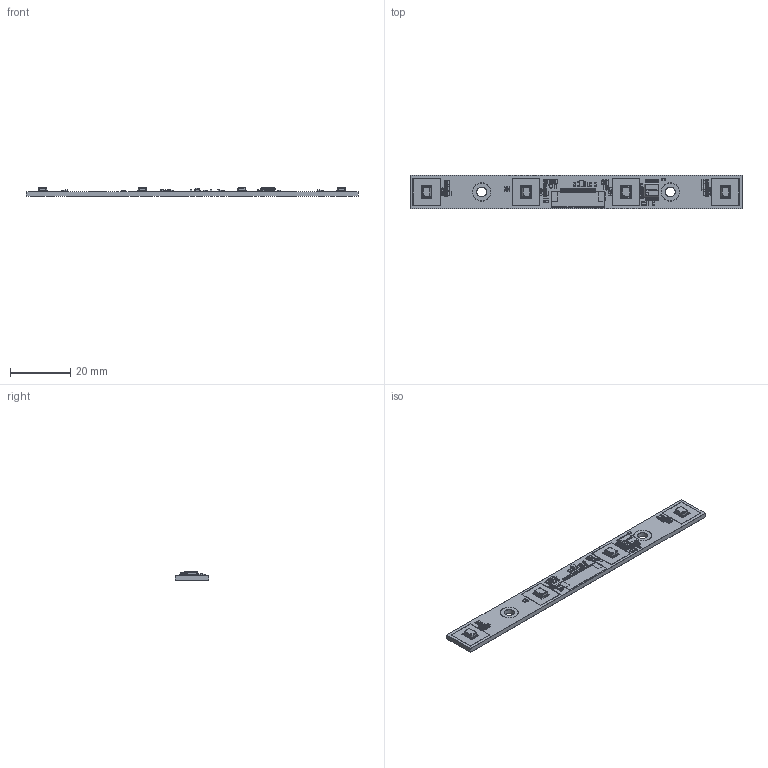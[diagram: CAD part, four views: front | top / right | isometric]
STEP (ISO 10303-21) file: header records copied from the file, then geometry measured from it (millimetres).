
FILE_DESCRIPTION(('KiCad electronic assembly'),'2;1');
FILE_NAME('reSpeaker xvf3800 44mm_circular.step','2026-01-23T10:30:35',( 'Pcbnew'),('Kicad'),'Open CASCADE STEP processor 7.9', 'KiCad to STEP converter','Unknown');
FILE_SCHEMA(('AUTOMOTIVE_DESIGN { 1 0 10303 214 1 1 1 1 }'));
Length unit declared in the file: millimetre
Products named in the file (14): reSpeaker xvf3800 44mm_circular 1; IM69D130V01XTSA1; ESD0402; C_0402_1005Metric; x2SON4_1x1mm; R_0402_1005Metric; TSSOP14-p065; SOT-353_SC-70-5; reSpeaker xvf3800 44mm_circular_pad; reSpeaker xvf3800 44mm_circular_silkscreen; reSpeaker xvf3800 44mm_circular_soldermask; reSpeaker xvf3800 44mm_circular_PCB
Assembly tree (59 placements, depth 2):
  reSpeaker xvf3800 44mm_circular 1
    IM69D130V01XTSA1  x4
    ESD0402  x12
    C_0402_1005Metric  x11
    x2SON4_1x1mm
    R_0402_1005Metric  x23
    TSSOP14-p065
    SOT-353_SC-70-5
    reSpeaker xvf3800 44mm_circular_pad
    reSpeaker xvf3800 44mm_circular_silkscreen
    reSpeaker xvf3800 44mm_circular_silkscreen
    reSpeaker xvf3800 44mm_circular_soldermask
    reSpeaker xvf3800 44mm_circular_soldermask
    reSpeaker xvf3800 44mm_circular_PCB
Bounding box: 110 x 11 x 2.97 mm (x, y, z)
Volume: 1884.7 mm3; surface area: 5888.9 mm2
Topology: 285 solids, 418 shells, 5446 faces, 16551 edges, 11921 vertices
Faces by surface type: plane 3376, cylinder 1357, bspline 689, sphere 16, torus 8
Full cylindrical faces by diameter (mm): 1 x4, 1.143 x15, 1.17 x4, 3.3 x2
Entity records: 109660 total; most frequent: CARTESIAN_POINT 23832, DIRECTION 16686, ORIENTED_EDGE 15125, EDGE_CURVE 9294, VERTEX_POINT 7309, LINE 6664, VECTOR 6664, AXIS2_PLACEMENT_3D 5011
